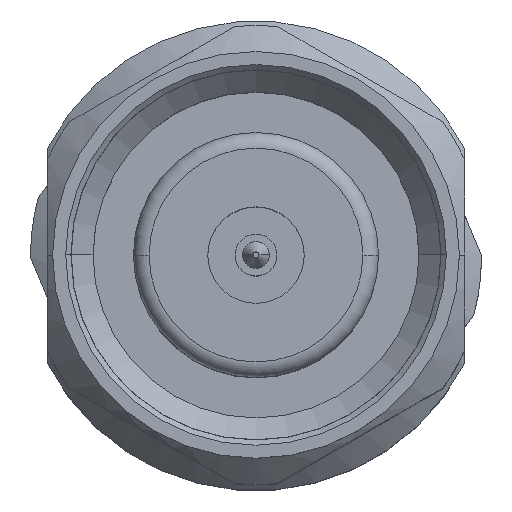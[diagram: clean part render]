
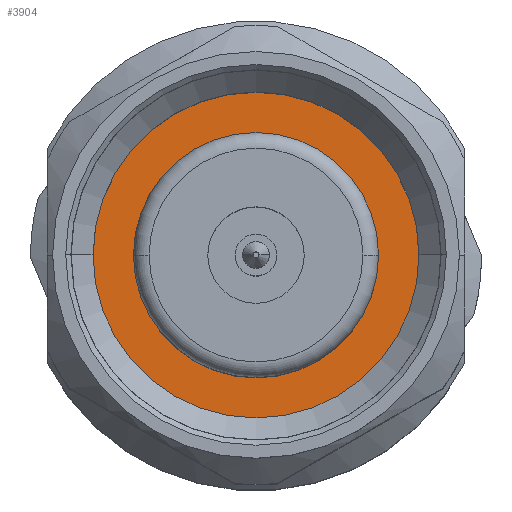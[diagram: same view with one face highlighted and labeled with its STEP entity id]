
A CAD part, top view. The second image highlights one B-rep face of the part: STEP entity #3904.
In plain terms, the highlighted planar face has unit normal (0, 0, 1).
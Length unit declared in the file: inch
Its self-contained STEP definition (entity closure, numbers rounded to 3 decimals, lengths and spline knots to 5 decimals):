
#6 = CARTESIAN_POINT ( 'NONE',  ( -0.12598, 0., 0.00197 ) ) ;
#199 = CARTESIAN_POINT ( 'NONE',  ( 0., 0., 0.00197 ) ) ;
#518 = EDGE_CURVE ( 'NONE', #5527, #4335, #4915, .T. ) ;
#623 = EDGE_CURVE ( 'NONE', #4176, #981, #4631, .T. ) ;
#981 = VERTEX_POINT ( 'NONE', #1189 ) ;
#1072 = EDGE_LOOP ( 'NONE', ( #3800, #3399 ) ) ;
#1189 = CARTESIAN_POINT ( 'NONE',  ( -0.09252, 0., 0.00197 ) ) ;
#1304 = DIRECTION ( 'NONE',  ( 1., 0., 0. ) ) ;
#1416 = AXIS2_PLACEMENT_3D ( 'NONE', #2242, #4689, #2272 ) ;
#1733 = DIRECTION ( 'NONE',  ( 1., 0., 0. ) ) ;
#1772 = CARTESIAN_POINT ( 'NONE',  ( 0., 0., 0.00197 ) ) ;
#1974 = CARTESIAN_POINT ( 'NONE',  ( 0., 0., 0.00197 ) ) ;
#2071 = EDGE_LOOP ( 'NONE', ( #6044, #6281 ) ) ;
#2208 = CARTESIAN_POINT ( 'NONE',  ( 0.12598, 0., 0.00197 ) ) ;
#2242 = CARTESIAN_POINT ( 'NONE',  ( 0., 0., 0.00197 ) ) ;
#2272 = DIRECTION ( 'NONE',  ( 1., 0., 0. ) ) ;
#2519 = CIRCLE ( 'NONE', #1416, 0.09252 ) ;
#2587 = AXIS2_PLACEMENT_3D ( 'NONE', #1772, #5661, #1304 ) ;
#2891 = AXIS2_PLACEMENT_3D ( 'NONE', #5113, #3175, #1733 ) ;
#3175 = DIRECTION ( 'NONE',  ( 0., 0., 1. ) ) ;
#3399 = ORIENTED_EDGE ( 'NONE', *, *, #623, .F. ) ;
#3457 = DIRECTION ( 'NONE',  ( 0., 0., 1. ) ) ;
#3541 = AXIS2_PLACEMENT_3D ( 'NONE', #199, #5494, #5921 ) ;
#3753 = PLANE ( 'NONE',  #2587 ) ;
#3780 = FACE_BOUND ( 'NONE', #1072, .T. ) ;
#3800 = ORIENTED_EDGE ( 'NONE', *, *, #4371, .F. ) ;
#3904 = ADVANCED_FACE ( 'NONE', ( #3780, #6088 ), #3753, .T. ) ;
#4176 = VERTEX_POINT ( 'NONE', #4538 ) ;
#4207 = AXIS2_PLACEMENT_3D ( 'NONE', #1974, #3457, #5942 ) ;
#4335 = VERTEX_POINT ( 'NONE', #2208 ) ;
#4371 = EDGE_CURVE ( 'NONE', #981, #4176, #2519, .T. ) ;
#4538 = CARTESIAN_POINT ( 'NONE',  ( 0.09252, 0., 0.00197 ) ) ;
#4631 = CIRCLE ( 'NONE', #2891, 0.09252 ) ;
#4689 = DIRECTION ( 'NONE',  ( 0., 0., 1. ) ) ;
#4778 = CIRCLE ( 'NONE', #3541, 0.12598 ) ;
#4915 = CIRCLE ( 'NONE', #4207, 0.12598 ) ;
#5113 = CARTESIAN_POINT ( 'NONE',  ( 0., 0., 0.00197 ) ) ;
#5249 = EDGE_CURVE ( 'NONE', #4335, #5527, #4778, .T. ) ;
#5494 = DIRECTION ( 'NONE',  ( 0., 0., 1. ) ) ;
#5527 = VERTEX_POINT ( 'NONE', #6 ) ;
#5661 = DIRECTION ( 'NONE',  ( 0., 0., 1. ) ) ;
#5921 = DIRECTION ( 'NONE',  ( 1., 0., 0. ) ) ;
#5942 = DIRECTION ( 'NONE',  ( 1., 0., 0. ) ) ;
#6044 = ORIENTED_EDGE ( 'NONE', *, *, #518, .T. ) ;
#6088 = FACE_OUTER_BOUND ( 'NONE', #2071, .T. ) ;
#6281 = ORIENTED_EDGE ( 'NONE', *, *, #5249, .T. ) ;
